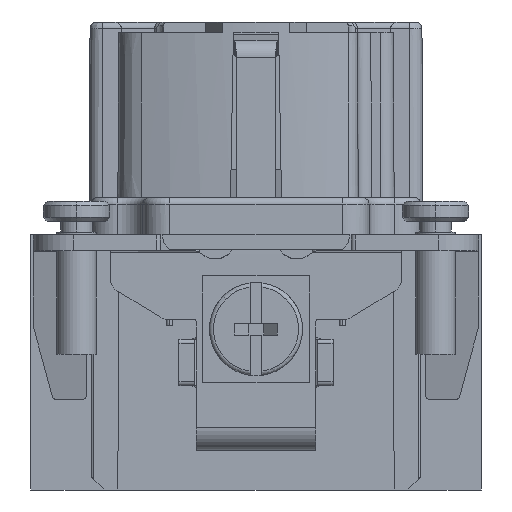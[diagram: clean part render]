
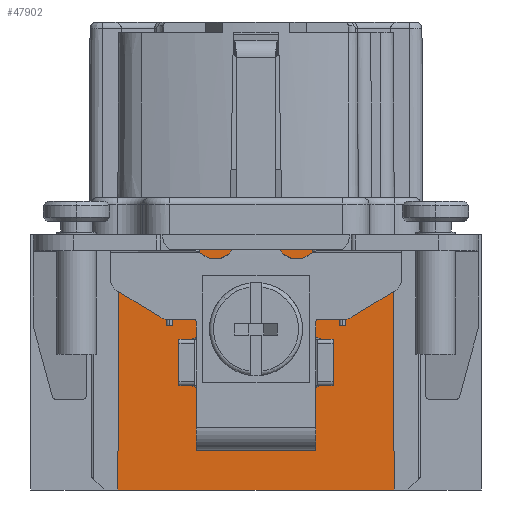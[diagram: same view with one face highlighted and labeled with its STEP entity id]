
A CAD part, front view. The second image highlights one B-rep face of the part: STEP entity #47902.
In plain terms, the highlighted planar face has unit normal (0, -1, 0).
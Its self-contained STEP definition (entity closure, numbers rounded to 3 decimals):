
#1204=DIRECTION('',(-1.,0.,0.));
#1205=VECTOR('',#1204,3.557);
#1206=CARTESIAN_POINT('',(10.3,-43.85,-3.8));
#1207=LINE('',#1206,#1205);
#1218=DIRECTION('',(-1.,0.,0.));
#1219=VECTOR('',#1218,3.757);
#1220=CARTESIAN_POINT('',(6.257,-43.85,-3.8));
#1221=LINE('',#1220,#1219);
#1244=DIRECTION('',(-1.,0.,0.));
#1245=VECTOR('',#1244,3.757);
#1246=CARTESIAN_POINT('',(-2.5,-43.85,-3.8));
#1247=LINE('',#1246,#1245);
#1258=DIRECTION('',(-1.,0.,0.));
#1259=VECTOR('',#1258,3.557);
#1260=CARTESIAN_POINT('',(-6.743,-43.85,-3.8));
#1261=LINE('',#1260,#1259);
#1827=DIRECTION('',(0.,0.,1.));
#1828=VECTOR('',#1827,1.2);
#1829=CARTESIAN_POINT('',(-4.5,-43.85,-18.9));
#1830=LINE('',#1829,#1828);
#1849=DIRECTION('',(1.,0.,0.));
#1850=VECTOR('',#1849,9.);
#1851=CARTESIAN_POINT('',(-4.5,-43.85,-17.7));
#1852=LINE('',#1851,#1850);
#1853=DIRECTION('',(0.,0.,-1.));
#1854=VECTOR('',#1853,1.2);
#1855=CARTESIAN_POINT('',(4.5,-43.85,-17.7));
#1856=LINE('',#1855,#1854);
#1875=DIRECTION('',(1.,0.,0.));
#1876=VECTOR('',#1875,9.);
#1877=CARTESIAN_POINT('',(-4.5,-43.85,-18.9));
#1878=LINE('',#1877,#1876);
#14340=DIRECTION('',(-1.,0.,0.));
#14341=VECTOR('',#14340,5.);
#14342=CARTESIAN_POINT('',(2.5,-43.85,-2.9));
#14343=LINE('',#14342,#14341);
#14608=DIRECTION('',(-1.,0.,0.));
#14609=VECTOR('',#14608,20.79);
#14610=CARTESIAN_POINT('',(10.395,-43.85,-21.9));
#14611=LINE('',#14610,#14609);
#22839=DIRECTION('',(0.,0.,1.));
#22840=VECTOR('',#22839,0.9);
#22841=CARTESIAN_POINT('',(2.5,-43.85,-3.8));
#22842=LINE('',#22841,#22840);
#22855=DIRECTION('',(0.,0.,1.));
#22856=VECTOR('',#22855,0.9);
#22857=CARTESIAN_POINT('',(-2.5,-43.85,-3.8));
#22858=LINE('',#22857,#22856);
#23830=DIRECTION('',(0.005,0.,-1.));
#23831=VECTOR('',#23830,18.1);
#23832=CARTESIAN_POINT('',(10.3,-43.85,-3.8));
#23833=LINE('',#23832,#23831);
#23838=DIRECTION('',(-0.005,0.,-1.));
#23839=VECTOR('',#23838,18.1);
#23840=CARTESIAN_POINT('',(-10.3,-43.85,-3.8));
#23841=LINE('',#23840,#23839);
#35177=CARTESIAN_POINT('',(-6.703,-43.85,-9.5));
#35178=CARTESIAN_POINT('',(-6.718,-43.85,-7.6));
#35179=CARTESIAN_POINT('',(-6.731,-43.85,-5.7));
#35180=CARTESIAN_POINT('',(-6.743,-43.85,-3.8));
#35213=CARTESIAN_POINT('',(-6.297,-43.85,-9.5));
#35214=CARTESIAN_POINT('',(-6.282,-43.85,-7.6));
#35215=CARTESIAN_POINT('',(-6.269,-43.85,-5.7));
#35216=CARTESIAN_POINT('',(-6.257,-43.85,-3.8));
#35225=DIRECTION('',(-1.,0.,0.));
#35226=VECTOR('',#35225,0.407);
#35227=CARTESIAN_POINT('',(-6.297,-43.85,-9.5));
#35228=LINE('',#35227,#35226);
#35243=CARTESIAN_POINT('',(6.297,-43.85,-9.5));
#35244=CARTESIAN_POINT('',(6.282,-43.85,-7.6));
#35245=CARTESIAN_POINT('',(6.269,-43.85,-5.7));
#35246=CARTESIAN_POINT('',(6.257,-43.85,-3.8));
#35279=CARTESIAN_POINT('',(6.703,-43.85,-9.5));
#35280=CARTESIAN_POINT('',(6.718,-43.85,-7.6));
#35281=CARTESIAN_POINT('',(6.731,-43.85,-5.7));
#35282=CARTESIAN_POINT('',(6.743,-43.85,-3.8));
#35291=DIRECTION('',(-1.,0.,0.));
#35292=VECTOR('',#35291,0.407);
#35293=CARTESIAN_POINT('',(6.703,-43.85,-9.5));
#35294=LINE('',#35293,#35292);
#35319=CARTESIAN_POINT('',(0.,-43.85,-9.8));
#35320=DIRECTION('',(0.,1.,0.));
#35321=DIRECTION('',(1.,0.,0.));
#35322=AXIS2_PLACEMENT_3D('',#35319,#35320,#35321);
#35378=CARTESIAN_POINT('',(0.,-43.85,-9.8));
#35379=DIRECTION('',(0.,1.,0.));
#35380=DIRECTION('',(-1.,0.,0.));
#35381=AXIS2_PLACEMENT_3D('',#35378,#35379,#35380);
#42804=CARTESIAN_POINT('',(-10.3,-43.85,-3.8));
#42805=CARTESIAN_POINT('',(-10.395,-43.85,-21.9));
#42806=VERTEX_POINT('',#42804);
#42807=VERTEX_POINT('',#42805);
#42808=CARTESIAN_POINT('',(10.3,-43.85,-3.8));
#42809=CARTESIAN_POINT('',(6.743,-43.85,-3.8));
#42810=VERTEX_POINT('',#42808);
#42811=VERTEX_POINT('',#42809);
#42812=CARTESIAN_POINT('',(6.257,-43.85,-3.8));
#42813=CARTESIAN_POINT('',(2.5,-43.85,-3.8));
#42814=VERTEX_POINT('',#42812);
#42815=VERTEX_POINT('',#42813);
#42816=CARTESIAN_POINT('',(-2.5,-43.85,-3.8));
#42817=CARTESIAN_POINT('',(-6.257,-43.85,-3.8));
#42818=VERTEX_POINT('',#42816);
#42819=VERTEX_POINT('',#42817);
#42820=CARTESIAN_POINT('',(-6.743,-43.85,-3.8));
#42821=VERTEX_POINT('',#42820);
#42823=CARTESIAN_POINT('',(2.5,-43.85,-2.9));
#42825=VERTEX_POINT('',#42823);
#42828=CARTESIAN_POINT('',(-2.5,-43.85,-2.9));
#42829=VERTEX_POINT('',#42828);
#42830=VERTEX_POINT('',#35243);
#42831=VERTEX_POINT('',#35279);
#42832=VERTEX_POINT('',#35213);
#42833=VERTEX_POINT('',#35177);
#42834=CARTESIAN_POINT('',(10.395,-43.85,-21.9));
#42835=VERTEX_POINT('',#42834);
#42980=CARTESIAN_POINT('',(4.5,-43.85,-17.7));
#42981=CARTESIAN_POINT('',(4.5,-43.85,-18.9));
#42982=VERTEX_POINT('',#42980);
#42983=VERTEX_POINT('',#42981);
#42984=CARTESIAN_POINT('',(-4.5,-43.85,-18.9));
#42985=CARTESIAN_POINT('',(-4.5,-43.85,-17.7));
#42986=VERTEX_POINT('',#42984);
#42987=VERTEX_POINT('',#42985);
#43012=CARTESIAN_POINT('',(2.,-43.85,-9.8));
#43013=CARTESIAN_POINT('',(-2.,-43.85,-9.8));
#43014=VERTEX_POINT('',#43012);
#43015=VERTEX_POINT('',#43013);
#47851=CARTESIAN_POINT('',(16.95,-43.85,-14.8));
#47852=DIRECTION('',(0.,1.,0.));
#47853=DIRECTION('',(-1.,0.,0.));
#47854=AXIS2_PLACEMENT_3D('',#47851,#47852,#47853);
#47855=PLANE('',#47854);
#47857=ORIENTED_EDGE('',*,*,#47856,.F.);
#47858=ORIENTED_EDGE('',*,*,#47832,.F.);
#47860=ORIENTED_EDGE('',*,*,#47859,.F.);
#47862=ORIENTED_EDGE('',*,*,#47861,.F.);
#47864=ORIENTED_EDGE('',*,*,#47863,.T.);
#47865=ORIENTED_EDGE('',*,*,#47822,.F.);
#47867=ORIENTED_EDGE('',*,*,#47866,.T.);
#47869=ORIENTED_EDGE('',*,*,#47868,.F.);
#47871=ORIENTED_EDGE('',*,*,#47870,.F.);
#47872=ORIENTED_EDGE('',*,*,#47809,.F.);
#47874=ORIENTED_EDGE('',*,*,#47873,.F.);
#47876=ORIENTED_EDGE('',*,*,#47875,.F.);
#47878=ORIENTED_EDGE('',*,*,#47877,.T.);
#47879=ORIENTED_EDGE('',*,*,#47799,.F.);
#47881=ORIENTED_EDGE('',*,*,#47880,.T.);
#47883=ORIENTED_EDGE('',*,*,#47882,.T.);
#47884=EDGE_LOOP('',(#47857,#47858,#47860,#47862,#47864,#47865,#47867,#47869,
#47871,#47872,#47874,#47876,#47878,#47879,#47881,#47883));
#47885=FACE_OUTER_BOUND('',#47884,.F.);
#47887=ORIENTED_EDGE('',*,*,#47886,.F.);
#47889=ORIENTED_EDGE('',*,*,#47888,.F.);
#47890=EDGE_LOOP('',(#47887,#47889));
#47891=FACE_BOUND('',#47890,.F.);
#47893=ORIENTED_EDGE('',*,*,#47892,.F.);
#47895=ORIENTED_EDGE('',*,*,#47894,.F.);
#47897=ORIENTED_EDGE('',*,*,#47896,.F.);
#47899=ORIENTED_EDGE('',*,*,#47898,.T.);
#47900=EDGE_LOOP('',(#47893,#47895,#47897,#47899));
#47901=FACE_BOUND('',#47900,.F.);
#47902=ADVANCED_FACE('',(#47885,#47891,#47901),#47855,.F.);
#35181=B_SPLINE_CURVE_WITH_KNOTS('',3,(#35177,#35178,#35179,#35180),
.UNSPECIFIED.,.F.,.F.,(4,4),(0.,1.),.UNSPECIFIED.);
#35217=B_SPLINE_CURVE_WITH_KNOTS('',3,(#35213,#35214,#35215,#35216),
.UNSPECIFIED.,.F.,.F.,(4,4),(0.,1.),.UNSPECIFIED.);
#35247=B_SPLINE_CURVE_WITH_KNOTS('',3,(#35243,#35244,#35245,#35246),
.UNSPECIFIED.,.F.,.F.,(4,4),(0.,1.),.UNSPECIFIED.);
#35283=B_SPLINE_CURVE_WITH_KNOTS('',3,(#35279,#35280,#35281,#35282),
.UNSPECIFIED.,.F.,.F.,(4,4),(0.,1.),.UNSPECIFIED.);
#35323=CIRCLE('',#35322,2.);
#35382=CIRCLE('',#35381,2.);
#47799=EDGE_CURVE('',#42810,#42811,#1207,.T.);
#47809=EDGE_CURVE('',#42814,#42815,#1221,.T.);
#47822=EDGE_CURVE('',#42818,#42819,#1247,.T.);
#47832=EDGE_CURVE('',#42821,#42806,#1261,.T.);
#47856=EDGE_CURVE('',#42806,#42807,#23841,.T.);
#47859=EDGE_CURVE('',#42833,#42821,#35181,.T.);
#47861=EDGE_CURVE('',#42832,#42833,#35228,.T.);
#47863=EDGE_CURVE('',#42832,#42819,#35217,.T.);
#47866=EDGE_CURVE('',#42818,#42829,#22858,.T.);
#47868=EDGE_CURVE('',#42825,#42829,#14343,.T.);
#47870=EDGE_CURVE('',#42815,#42825,#22842,.T.);
#47873=EDGE_CURVE('',#42830,#42814,#35247,.T.);
#47875=EDGE_CURVE('',#42831,#42830,#35294,.T.);
#47877=EDGE_CURVE('',#42831,#42811,#35283,.T.);
#47880=EDGE_CURVE('',#42810,#42835,#23833,.T.);
#47882=EDGE_CURVE('',#42835,#42807,#14611,.T.);
#47886=EDGE_CURVE('',#43014,#43015,#35323,.T.);
#47888=EDGE_CURVE('',#43015,#43014,#35382,.T.);
#47892=EDGE_CURVE('',#42982,#42983,#1856,.T.);
#47894=EDGE_CURVE('',#42987,#42982,#1852,.T.);
#47896=EDGE_CURVE('',#42986,#42987,#1830,.T.);
#47898=EDGE_CURVE('',#42986,#42983,#1878,.T.);
